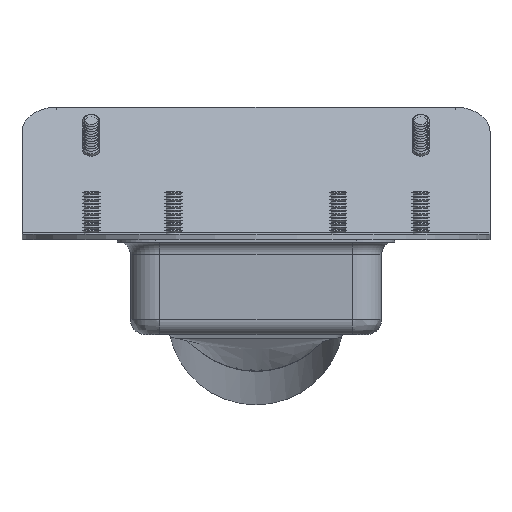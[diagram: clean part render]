
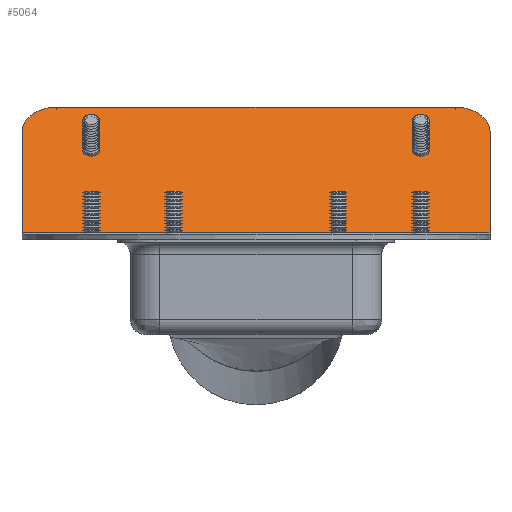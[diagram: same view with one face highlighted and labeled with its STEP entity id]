
A CAD part, left-side view. The second image highlights one B-rep face of the part: STEP entity #5064.
In plain terms, the highlighted planar face has unit normal (-0.707, 0, 0.707).
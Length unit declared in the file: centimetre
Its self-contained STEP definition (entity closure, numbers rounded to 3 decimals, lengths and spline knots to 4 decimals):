
#385=FACE_BOUND('',#799,.T.);
#386=FACE_BOUND('',#800,.T.);
#390=PLANE('',#5430);
#446=FACE_OUTER_BOUND('',#798,.T.);
#798=EDGE_LOOP('',(#3446,#3447,#3448,#3449,#3450,#3451));
#799=EDGE_LOOP('',(#3452));
#800=EDGE_LOOP('',(#3453));
#1154=LINE('',#7773,#1509);
#1159=LINE('',#7787,#1514);
#1160=LINE('',#7791,#1515);
#1161=LINE('',#7792,#1516);
#1509=VECTOR('',#6096,1.);
#1514=VECTOR('',#6107,1.);
#1515=VECTOR('',#6110,1.);
#1516=VECTOR('',#6111,1.);
#1863=CIRCLE('',#5426,20.);
#1866=CIRCLE('',#5431,20.);
#1867=CIRCLE('',#5432,5.);
#1868=CIRCLE('',#5433,5.);
#2194=VERTEX_POINT('',#7766);
#2195=VERTEX_POINT('',#7768);
#2196=VERTEX_POINT('',#7772);
#2202=VERTEX_POINT('',#7786);
#2203=VERTEX_POINT('',#7788);
#2204=VERTEX_POINT('',#7790);
#2205=VERTEX_POINT('',#7793);
#2206=VERTEX_POINT('',#7795);
#2648=EDGE_CURVE('',#2194,#2195,#1863,.T.);
#2650=EDGE_CURVE('',#2196,#2195,#1154,.T.);
#2657=EDGE_CURVE('',#2202,#2194,#1159,.T.);
#2658=EDGE_CURVE('',#2203,#2202,#1866,.T.);
#2659=EDGE_CURVE('',#2204,#2203,#1160,.T.);
#2660=EDGE_CURVE('',#2204,#2196,#1161,.T.);
#2661=EDGE_CURVE('',#2205,#2205,#1867,.T.);
#2662=EDGE_CURVE('',#2206,#2206,#1868,.T.);
#3446=ORIENTED_EDGE('',*,*,#2648,.F.);
#3447=ORIENTED_EDGE('',*,*,#2657,.F.);
#3448=ORIENTED_EDGE('',*,*,#2658,.F.);
#3449=ORIENTED_EDGE('',*,*,#2659,.F.);
#3450=ORIENTED_EDGE('',*,*,#2660,.T.);
#3451=ORIENTED_EDGE('',*,*,#2650,.T.);
#3452=ORIENTED_EDGE('',*,*,#2661,.T.);
#3453=ORIENTED_EDGE('',*,*,#2662,.T.);
#5064=ADVANCED_FACE('',(#446,#385,#386),#390,.T.);
#5426=AXIS2_PLACEMENT_3D('',#7769,#6091,#6092);
#5430=AXIS2_PLACEMENT_3D('',#7785,#6105,#6106);
#5431=AXIS2_PLACEMENT_3D('',#7789,#6108,#6109);
#5432=AXIS2_PLACEMENT_3D('',#7794,#6112,#6113);
#5433=AXIS2_PLACEMENT_3D('',#7796,#6114,#6115);
#6091=DIRECTION('center_axis',(0.707,0.,
-0.707));
#6092=DIRECTION('ref_axis',(0.5,-0.707,0.5));
#6096=DIRECTION('',(0.707,0.,0.707));
#6105=DIRECTION('center_axis',(-0.707,0.,
0.707));
#6106=DIRECTION('ref_axis',(0.,-1.,0.));
#6107=DIRECTION('',(0.,-1.,0.));
#6108=DIRECTION('center_axis',(0.707,0.,
-0.707));
#6109=DIRECTION('ref_axis',(0.5,0.707,0.5));
#6110=DIRECTION('',(0.707,0.,0.707));
#6111=DIRECTION('',(0.,-1.,0.));
#6112=DIRECTION('center_axis',(0.707,0.,
-0.707));
#6113=DIRECTION('ref_axis',(-0.707,0.,-0.707));
#6114=DIRECTION('center_axis',(0.707,0.,
-0.707));
#6115=DIRECTION('ref_axis',(-0.707,0.,-0.707));
#7766=CARTESIAN_POINT('',(1955.3696,337.5349,129.8675));
#7768=CARTESIAN_POINT('',(1941.2275,317.5349,115.7254));
#7769=CARTESIAN_POINT('Origin',(1941.2275,337.5349,115.7254));
#7772=CARTESIAN_POINT('',(1882.7929,317.5349,57.2908));
#7773=CARTESIAN_POINT('',(1882.7929,317.5349,57.2908));
#7785=CARTESIAN_POINT('Origin',(1882.7929,587.5349,57.2908));
#7786=CARTESIAN_POINT('',(1955.3696,567.5349,129.8675));
#7787=CARTESIAN_POINT('',(1955.3696,587.5349,129.8675));
#7788=CARTESIAN_POINT('',(1941.2275,587.5349,115.7254));
#7789=CARTESIAN_POINT('Origin',(1941.2275,567.5349,115.7254));
#7790=CARTESIAN_POINT('',(1882.7929,587.5349,57.2908));
#7791=CARTESIAN_POINT('',(1882.7929,587.5349,57.2908));
#7792=CARTESIAN_POINT('',(1882.7929,587.5349,57.2908));
#7793=CARTESIAN_POINT('',(1934.1564,357.5349,108.6543));
#7794=CARTESIAN_POINT('Origin',(1930.6209,357.5349,105.1188));
#7795=CARTESIAN_POINT('',(1934.1564,547.5349,108.6543));
#7796=CARTESIAN_POINT('Origin',(1930.6209,547.5349,105.1188));
